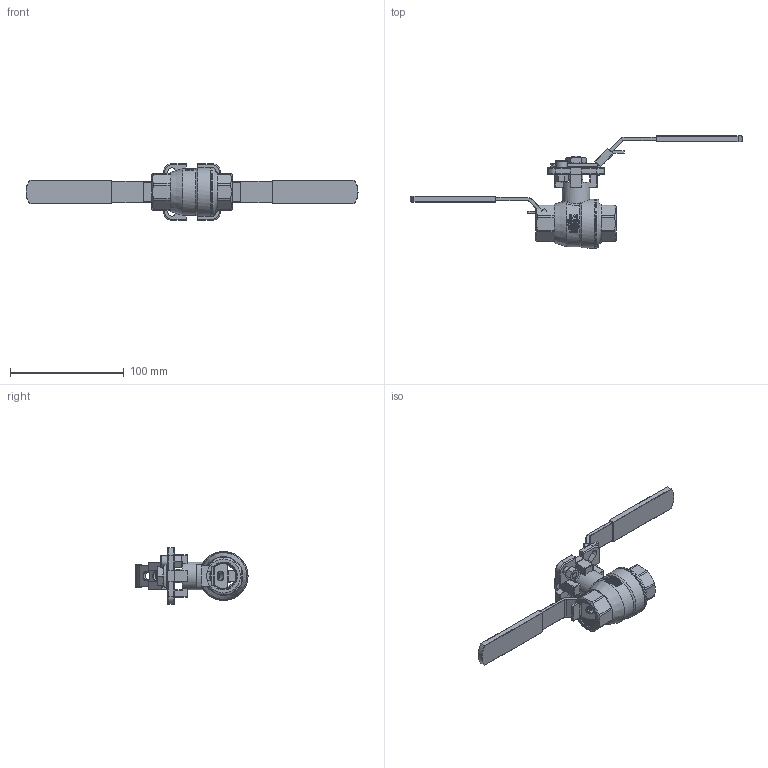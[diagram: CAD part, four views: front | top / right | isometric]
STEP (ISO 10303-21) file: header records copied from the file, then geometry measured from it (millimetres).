
FILE_DESCRIPTION( ( 'Unknown' ), '1' );
FILE_NAME( '8.650.020.stp', 'Unknown', ( 'Unknown' ), ( 'Unknown' ), 'PSStep 13.0', 'Unknown', ' ' );
FILE_SCHEMA( ( 'AUTOMOTIVE_DESIGN { 1 0 10303 214 1 1 1 1 }' ) );
Length unit declared in the file: millimetre
Products named in the file (6): Assem1; 0.75-1000WOG____; Griff_DN20; hex thin nut chamfered gradeab_iso_Hexagon Thin Nut ISO - 4035 - M10 - N; socket head cap screw_iso_ISO 4762 M6 x 12 --- 12N; hex nut gradec_iso_Hexagon Nut ISO - 4034 - M6 - N
Bounding box: 291.88 x 98.55 x 50 mm (x, y, z)
Volume: 179372.2 mm3; surface area: 83071.4 mm2
Topology: 10 solids, 10 shells, 1596 faces, 4948 edges, 3416 vertices
Faces by surface type: plane 644, cylinder 406, cone 228, bspline 214, torus 56, sphere 48
Full cylindrical faces by diameter (mm): 5 x2, 6 x4, 8 x4, 8.5 x2, 10 x4, 12 x2, 20 x2, 24.5 x2, 26 x2, 36.6 x2, 43 x4
Entity records: 70799 total; most frequent: CARTESIAN_POINT 45708, ORIENTED_EDGE 4618, DIRECTION 3232, EDGE_CURVE 2309, VERTEX_POINT 1685, AXIS2_PLACEMENT_3D 1167, LINE 898, VECTOR 898
